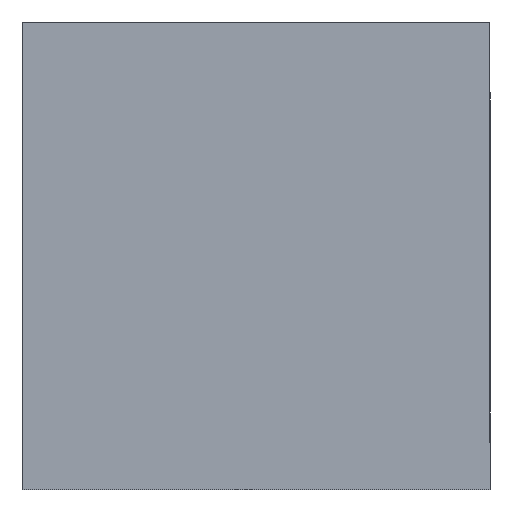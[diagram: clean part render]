
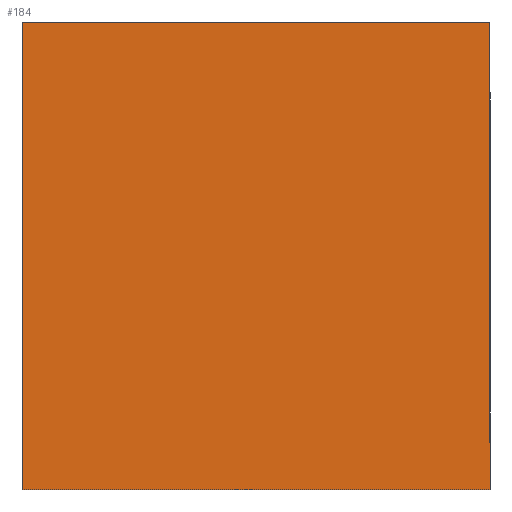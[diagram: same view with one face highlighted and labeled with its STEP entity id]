
A CAD part, front view. The second image highlights one B-rep face of the part: STEP entity #184.
In plain terms, the highlighted planar face has unit normal (0, -1, 0).
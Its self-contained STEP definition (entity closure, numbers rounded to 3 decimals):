
#18=FACE_OUTER_BOUND('',#28,.T.);
#28=EDGE_LOOP('',(#135,#136,#137,#138));
#45=LINE('',#286,#69);
#46=LINE('',#288,#70);
#47=LINE('',#290,#71);
#48=LINE('',#291,#72);
#69=VECTOR('',#235,10.);
#70=VECTOR('',#236,10.);
#71=VECTOR('',#237,10.);
#72=VECTOR('',#238,10.);
#91=VERTEX_POINT('',#284);
#92=VERTEX_POINT('',#285);
#93=VERTEX_POINT('',#287);
#94=VERTEX_POINT('',#289);
#109=EDGE_CURVE('',#91,#92,#45,.T.);
#110=EDGE_CURVE('',#92,#93,#46,.T.);
#111=EDGE_CURVE('',#93,#94,#47,.T.);
#112=EDGE_CURVE('',#94,#91,#48,.T.);
#135=ORIENTED_EDGE('',*,*,#109,.T.);
#136=ORIENTED_EDGE('',*,*,#110,.T.);
#137=ORIENTED_EDGE('',*,*,#111,.T.);
#138=ORIENTED_EDGE('',*,*,#112,.T.);
#174=PLANE('',#208);
#184=ADVANCED_FACE('',(#18),#174,.F.);
#208=AXIS2_PLACEMENT_3D('',#283,#233,#234);
#233=DIRECTION('center_axis',(0.,1.,0.));
#234=DIRECTION('ref_axis',(1.,0.,0.));
#235=DIRECTION('',(0.,0.,1.));
#236=DIRECTION('',(-1.,0.,0.));
#237=DIRECTION('',(0.,0.,-1.));
#238=DIRECTION('',(1.,0.,0.));
#283=CARTESIAN_POINT('Origin',(0.,0.,0.));
#284=CARTESIAN_POINT('',(9.,0.,-9.));
#285=CARTESIAN_POINT('',(9.,0.,9.));
#286=CARTESIAN_POINT('',(9.,0.,-9.));
#287=CARTESIAN_POINT('',(-9.,0.,9.));
#288=CARTESIAN_POINT('',(9.,0.,9.));
#289=CARTESIAN_POINT('',(-9.,0.,-9.));
#290=CARTESIAN_POINT('',(-9.,0.,9.));
#291=CARTESIAN_POINT('',(-9.,0.,-9.));
